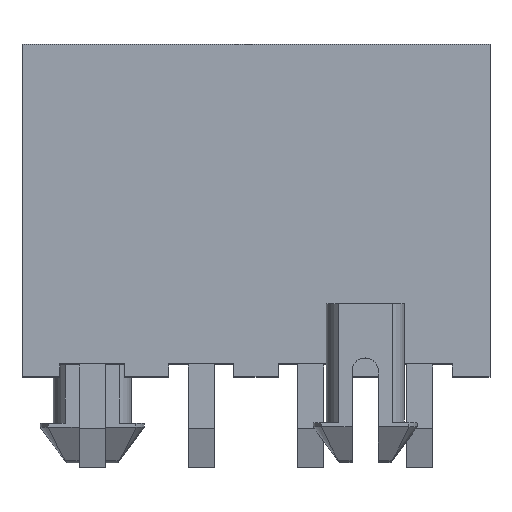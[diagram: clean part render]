
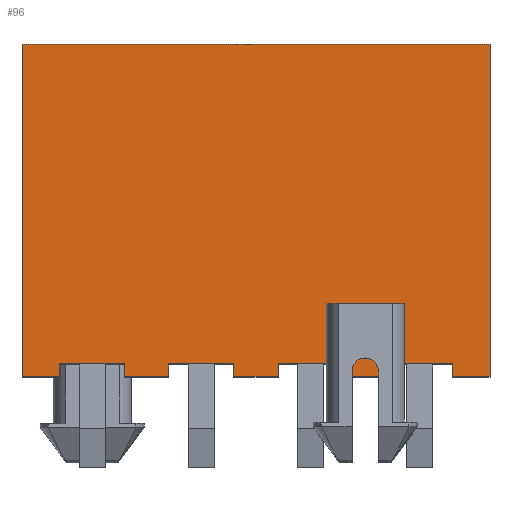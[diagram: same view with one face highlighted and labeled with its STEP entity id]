
A CAD part, top view. The second image highlights one B-rep face of the part: STEP entity #96.
In plain terms, the highlighted planar face has unit normal (0, 0, 1).
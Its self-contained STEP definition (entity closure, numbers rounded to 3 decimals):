
#96=ADVANCED_FACE('',(#347,#348),#349,.T.);
#347=FACE_OUTER_BOUND('',#789,.T.);
#348=FACE_BOUND('',#790,.T.);
#349=PLANE('',#791);
#789=EDGE_LOOP('',(#1390,#1391,#1392,#1393,#1394,#1395,#1396,#1397,#1398,#1399,#1400,#1401,#1402,#1403,#1404,#1405,#1406,#1407,#1408,#1409));
#790=EDGE_LOOP('',(#1410,#1411,#1412,#1413));
#791=AXIS2_PLACEMENT_3D('',#1414,#1415,#1416);
#1390=ORIENTED_EDGE('',*,*,#3031,.F.);
#1391=ORIENTED_EDGE('',*,*,#3032,.F.);
#1392=ORIENTED_EDGE('',*,*,#3024,.F.);
#1393=ORIENTED_EDGE('',*,*,#3033,.T.);
#1394=ORIENTED_EDGE('',*,*,#3034,.F.);
#1395=ORIENTED_EDGE('',*,*,#3035,.F.);
#1396=ORIENTED_EDGE('',*,*,#3014,.F.);
#1397=ORIENTED_EDGE('',*,*,#3036,.T.);
#1398=ORIENTED_EDGE('',*,*,#3037,.F.);
#1399=ORIENTED_EDGE('',*,*,#3038,.F.);
#1400=ORIENTED_EDGE('',*,*,#3007,.F.);
#1401=ORIENTED_EDGE('',*,*,#3039,.T.);
#1402=ORIENTED_EDGE('',*,*,#3040,.F.);
#1403=ORIENTED_EDGE('',*,*,#2993,.F.);
#1404=ORIENTED_EDGE('',*,*,#3002,.F.);
#1405=ORIENTED_EDGE('',*,*,#3041,.F.);
#1406=ORIENTED_EDGE('',*,*,#3042,.F.);
#1407=ORIENTED_EDGE('',*,*,#2969,.T.);
#1408=ORIENTED_EDGE('',*,*,#3019,.F.);
#1409=ORIENTED_EDGE('',*,*,#3043,.T.);
#1410=ORIENTED_EDGE('',*,*,#3044,.T.);
#1411=ORIENTED_EDGE('',*,*,#3045,.T.);
#1412=ORIENTED_EDGE('',*,*,#3046,.F.);
#1413=ORIENTED_EDGE('',*,*,#3047,.F.);
#1414=CARTESIAN_POINT('',(-9.0,12.8,2.7));
#1415=DIRECTION('',(0.0,0.0,1.0));
#1416=DIRECTION('',(1.0,0.0,0.0));
#2969=EDGE_CURVE('',#3610,#3608,#3611,.T.);
#2993=EDGE_CURVE('',#3656,#3657,#3658,.T.);
#3002=EDGE_CURVE('',#3671,#3656,#3673,.T.);
#3007=EDGE_CURVE('',#3680,#3682,#3683,.T.);
#3014=EDGE_CURVE('',#3693,#3695,#3696,.T.);
#3019=EDGE_CURVE('',#3703,#3608,#3704,.T.);
#3024=EDGE_CURVE('',#3711,#3713,#3714,.T.);
#3031=EDGE_CURVE('',#3724,#3725,#3726,.T.);
#3032=EDGE_CURVE('',#3713,#3724,#3727,.T.);
#3033=EDGE_CURVE('',#3711,#3728,#3729,.T.);
#3034=EDGE_CURVE('',#3730,#3728,#3731,.T.);
#3035=EDGE_CURVE('',#3695,#3730,#3732,.T.);
#3036=EDGE_CURVE('',#3693,#3733,#3734,.T.);
#3037=EDGE_CURVE('',#3735,#3733,#3736,.T.);
#3038=EDGE_CURVE('',#3682,#3735,#3737,.T.);
#3039=EDGE_CURVE('',#3680,#3738,#3739,.T.);
#3040=EDGE_CURVE('',#3657,#3738,#3740,.T.);
#3041=EDGE_CURVE('',#3741,#3671,#3742,.T.);
#3042=EDGE_CURVE('',#3610,#3741,#3743,.T.);
#3043=EDGE_CURVE('',#3703,#3725,#3744,.T.);
#3044=EDGE_CURVE('',#3745,#3746,#3747,.T.);
#3045=EDGE_CURVE('',#3746,#3748,#3749,.T.);
#3046=EDGE_CURVE('',#3750,#3748,#3751,.T.);
#3047=EDGE_CURVE('',#3745,#3750,#3752,.T.);
#3608=VERTEX_POINT('',#4607);
#3610=VERTEX_POINT('',#4610);
#3611=LINE('',#4611,#4612);
#3656=VERTEX_POINT('',#4680);
#3657=VERTEX_POINT('',#4681);
#3658=LINE('',#4682,#4683);
#3671=VERTEX_POINT('',#4703);
#3673=LINE('',#4706,#4707);
#3680=VERTEX_POINT('',#4717);
#3682=VERTEX_POINT('',#4720);
#3683=LINE('',#4721,#4722);
#3693=VERTEX_POINT('',#4737);
#3695=VERTEX_POINT('',#4740);
#3696=LINE('',#4741,#4742);
#3703=VERTEX_POINT('',#4753);
#3704=LINE('',#4754,#4755);
#3711=VERTEX_POINT('',#4765);
#3713=VERTEX_POINT('',#4768);
#3714=LINE('',#4769,#4770);
#3724=VERTEX_POINT('',#4786);
#3725=VERTEX_POINT('',#4787);
#3726=LINE('',#4788,#4789);
#3727=LINE('',#4790,#4791);
#3728=VERTEX_POINT('',#4792);
#3729=LINE('',#4793,#4794);
#3730=VERTEX_POINT('',#4795);
#3731=LINE('',#4796,#4797);
#3732=LINE('',#4798,#4799);
#3733=VERTEX_POINT('',#4800);
#3734=LINE('',#4801,#4802);
#3735=VERTEX_POINT('',#4803);
#3736=LINE('',#4804,#4805);
#3737=LINE('',#4806,#4807);
#3738=VERTEX_POINT('',#4808);
#3739=LINE('',#4809,#4810);
#3740=LINE('',#4811,#4812);
#3741=VERTEX_POINT('',#4813);
#3742=LINE('',#4814,#4815);
#3743=LINE('',#4816,#4817);
#3744=LINE('',#4818,#4819);
#3745=VERTEX_POINT('',#4820);
#3746=VERTEX_POINT('',#4821);
#3747=LINE('',#4822,#4823);
#3748=VERTEX_POINT('',#4824);
#3749=LINE('',#4825,#4826);
#3750=VERTEX_POINT('',#4827);
#3751=LINE('',#4828,#4829);
#3752=LINE('',#4830,#4831);
#4607=CARTESIAN_POINT('',(-9.0,0.0,2.7));
#4610=CARTESIAN_POINT('',(-9.0,12.8,2.7));
#4611=CARTESIAN_POINT('',(-9.0,12.8,2.7));
#4612=VECTOR('',#6007,12.8);
#4680=CARTESIAN_POINT('',(7.55,0.0,2.7));
#4681=CARTESIAN_POINT('',(7.55,0.5,2.7));
#4682=CARTESIAN_POINT('',(7.55,0.0,2.7));
#4683=VECTOR('',#6031,0.5);
#4703=CARTESIAN_POINT('',(9.0,0.0,2.7));
#4706=CARTESIAN_POINT('',(9.0,0.0,2.7));
#4707=VECTOR('',#6040,1.45);
#4717=CARTESIAN_POINT('',(5.05,0.0,2.7));
#4720=CARTESIAN_POINT('',(3.35,0.0,2.7));
#4721=CARTESIAN_POINT('',(5.05,0.0,2.7));
#4722=VECTOR('',#6045,1.7);
#4737=CARTESIAN_POINT('',(0.85,0.0,2.7));
#4740=CARTESIAN_POINT('',(-0.85,0.0,2.7));
#4741=CARTESIAN_POINT('',(0.85,0.0,2.7));
#4742=VECTOR('',#6052,1.7);
#4753=CARTESIAN_POINT('',(-7.55,0.0,2.7));
#4754=CARTESIAN_POINT('',(-7.55,0.0,2.7));
#4755=VECTOR('',#6057,1.45);
#4765=CARTESIAN_POINT('',(-3.35,0.0,2.7));
#4768=CARTESIAN_POINT('',(-5.05,0.0,2.7));
#4769=CARTESIAN_POINT('',(-3.35,0.0,2.7));
#4770=VECTOR('',#6062,1.7);
#4786=CARTESIAN_POINT('',(-5.05,0.5,2.7));
#4787=CARTESIAN_POINT('',(-7.55,0.5,2.7));
#4788=CARTESIAN_POINT('',(-5.05,0.5,2.7));
#4789=VECTOR('',#6069,2.5);
#4790=CARTESIAN_POINT('',(-5.05,0.0,2.7));
#4791=VECTOR('',#6070,0.5);
#4792=CARTESIAN_POINT('',(-3.35,0.5,2.7));
#4793=CARTESIAN_POINT('',(-3.35,0.0,2.7));
#4794=VECTOR('',#6071,0.5);
#4795=CARTESIAN_POINT('',(-0.85,0.5,2.7));
#4796=CARTESIAN_POINT('',(-0.85,0.5,2.7));
#4797=VECTOR('',#6072,2.5);
#4798=CARTESIAN_POINT('',(-0.85,0.0,2.7));
#4799=VECTOR('',#6073,0.5);
#4800=CARTESIAN_POINT('',(0.85,0.5,2.7));
#4801=CARTESIAN_POINT('',(0.85,0.0,2.7));
#4802=VECTOR('',#6074,0.5);
#4803=CARTESIAN_POINT('',(3.35,0.5,2.7));
#4804=CARTESIAN_POINT('',(3.35,0.5,2.7));
#4805=VECTOR('',#6075,2.5);
#4806=CARTESIAN_POINT('',(3.35,0.0,2.7));
#4807=VECTOR('',#6076,0.5);
#4808=CARTESIAN_POINT('',(5.05,0.5,2.7));
#4809=CARTESIAN_POINT('',(5.05,0.0,2.7));
#4810=VECTOR('',#6077,0.5);
#4811=CARTESIAN_POINT('',(7.55,0.5,2.7));
#4812=VECTOR('',#6078,2.5);
#4813=CARTESIAN_POINT('',(9.0,12.8,2.7));
#4814=CARTESIAN_POINT('',(9.0,12.8,2.7));
#4815=VECTOR('',#6079,12.8);
#4816=CARTESIAN_POINT('',(-9.0,12.8,2.7));
#4817=VECTOR('',#6080,18.0);
#4818=CARTESIAN_POINT('',(-7.55,0.0,2.7));
#4819=VECTOR('',#6081,0.5);
#4820=CARTESIAN_POINT('',(2.95,2.8,2.7));
#4821=CARTESIAN_POINT('',(5.45,2.8,2.7));
#4822=CARTESIAN_POINT('',(2.95,2.8,2.7));
#4823=VECTOR('',#6082,2.5);
#4824=CARTESIAN_POINT('',(5.45,0.72,2.7));
#4825=CARTESIAN_POINT('',(5.45,2.8,2.7));
#4826=VECTOR('',#6083,2.08);
#4827=CARTESIAN_POINT('',(2.95,0.72,2.7));
#4828=CARTESIAN_POINT('',(2.95,0.72,2.7));
#4829=VECTOR('',#6084,2.5);
#4830=CARTESIAN_POINT('',(2.95,2.8,2.7));
#4831=VECTOR('',#6085,2.08);
#6007=DIRECTION('',(0.0,-1.0,0.0));
#6031=DIRECTION('',(0.0,1.0,0.0));
#6040=DIRECTION('',(-1.0,0.0,0.0));
#6045=DIRECTION('',(-1.0,0.0,0.0));
#6052=DIRECTION('',(-1.0,0.0,0.0));
#6057=DIRECTION('',(-1.0,0.0,0.0));
#6062=DIRECTION('',(-1.0,0.0,0.0));
#6069=DIRECTION('',(-1.0,0.0,0.0));
#6070=DIRECTION('',(0.0,1.0,0.0));
#6071=DIRECTION('',(0.0,1.0,0.0));
#6072=DIRECTION('',(-1.0,0.0,0.0));
#6073=DIRECTION('',(0.0,1.0,0.0));
#6074=DIRECTION('',(0.0,1.0,0.0));
#6075=DIRECTION('',(-1.0,0.0,0.0));
#6076=DIRECTION('',(0.0,1.0,0.0));
#6077=DIRECTION('',(0.0,1.0,0.0));
#6078=DIRECTION('',(-1.0,0.0,0.0));
#6079=DIRECTION('',(0.0,-1.0,0.0));
#6080=DIRECTION('',(1.0,0.0,0.0));
#6081=DIRECTION('',(0.0,1.0,0.0));
#6082=DIRECTION('',(1.0,0.0,0.0));
#6083=DIRECTION('',(0.0,-1.0,0.0));
#6084=DIRECTION('',(1.0,0.0,0.0));
#6085=DIRECTION('',(0.0,-1.0,0.0));
